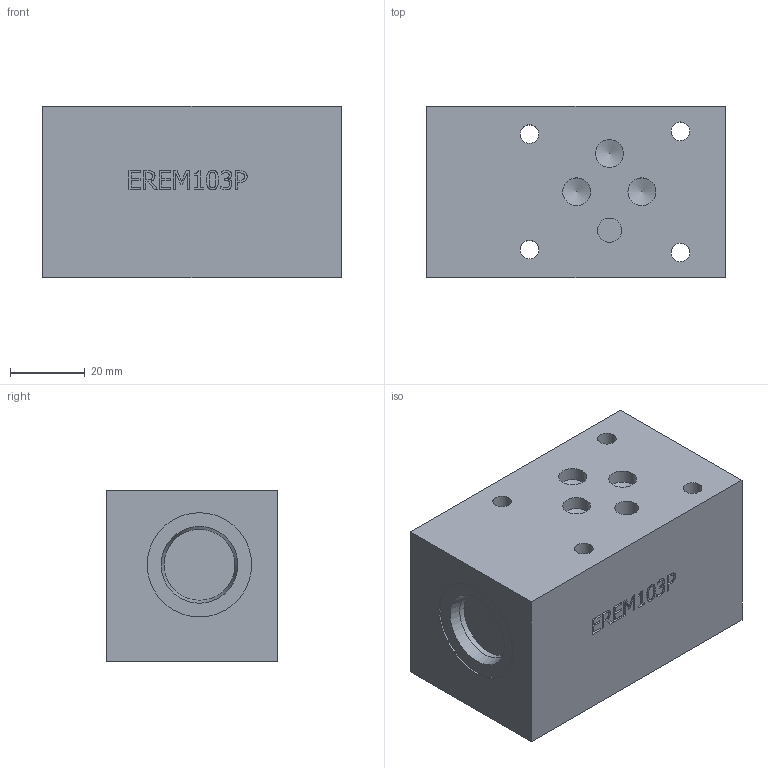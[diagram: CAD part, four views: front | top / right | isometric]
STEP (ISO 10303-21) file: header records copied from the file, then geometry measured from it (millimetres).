
FILE_DESCRIPTION(/* description */ (''),/* implementation_level */ '2;1');
FILE_NAME(/* name */ 'erem103p.stp',/* time_stamp */ '2016-05-10T16:18:43+02:00',/* author */ ('Lemoine2'),/* organization */ (''),/* preprocessor_version */ 'ST-DEVELOPER v16.1',/* originating_system */ 'Autodesk Inventor 2016',/* authorisation */ '');
FILE_SCHEMA (('AUTOMOTIVE_DESIGN { 1 0 10303 214 3 1 1 }'));
Length unit declared in the file: millimetre
Products named in the file (1): erem103p
Bounding box: 80 x 46 x 46 mm (x, y, z)
Volume: 162187.8 mm3; surface area: 22938.6 mm2
Topology: 1 solids, 1 shells, 174 faces, 458 edges, 308 vertices
Faces by surface type: plane 102, bspline 47, cylinder 18, cone 7
Full cylindrical faces by diameter (mm): 5 x4, 6.5 x5, 7.5 x3, 12 x4, 19.052 x1, 28 x1
Entity records: 5435 total; most frequent: CARTESIAN_POINT 1491, ORIENTED_EDGE 830, DIRECTION 617, EDGE_CURVE 415, VERTEX_POINT 290, LINE 281, VECTOR 281, EDGE_LOOP 229
